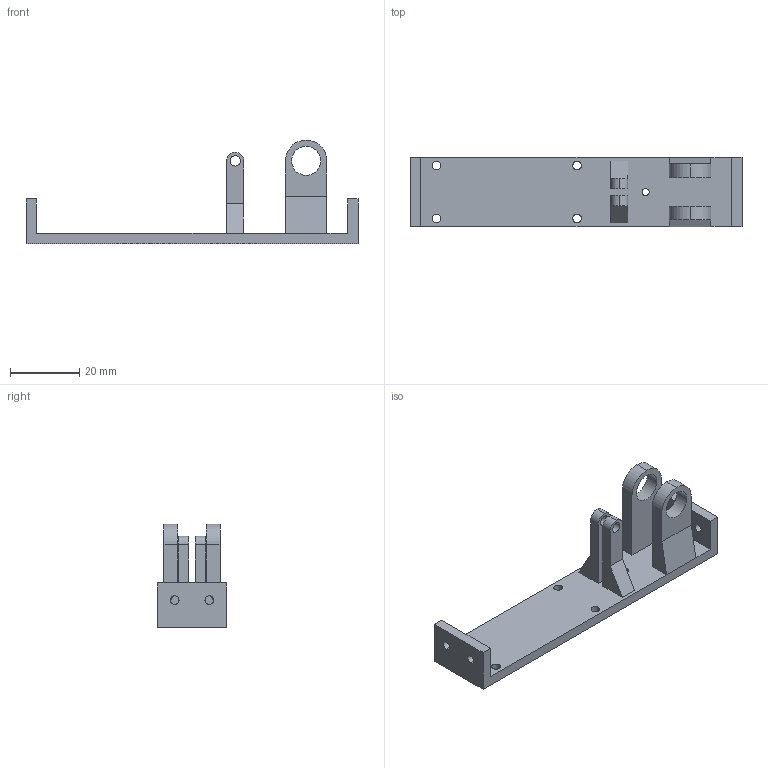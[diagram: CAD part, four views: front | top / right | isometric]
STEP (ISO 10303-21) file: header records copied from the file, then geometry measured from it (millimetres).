
FILE_DESCRIPTION (( 'STEP AP214' ), '1' );
FILE_NAME ('supporto conta bobina.STEP', '2021-04-19T13:36:12', ( '' ), ( '' ), 'SwSTEP 2.0', 'SolidWorks 2020', '' );
FILE_SCHEMA (( 'AUTOMOTIVE_DESIGN' ));
Length unit declared in the file: millimetre
Products named in the file (1): supporto conta bobina
Bounding box: 96 x 20 x 30 mm (x, y, z)
Volume: 9966.5 mm3; surface area: 7999 mm2
Topology: 1 solids, 1 shells, 64 faces, 176 edges, 116 vertices
Faces by surface type: cylinder 34, plane 30
Entity records: 2142 total; most frequent: DIRECTION 374, CARTESIAN_POINT 357, ORIENTED_EDGE 352, EDGE_CURVE 176, AXIS2_PLACEMENT_3D 133, VERTEX_POINT 116, VECTOR 108, LINE 108
